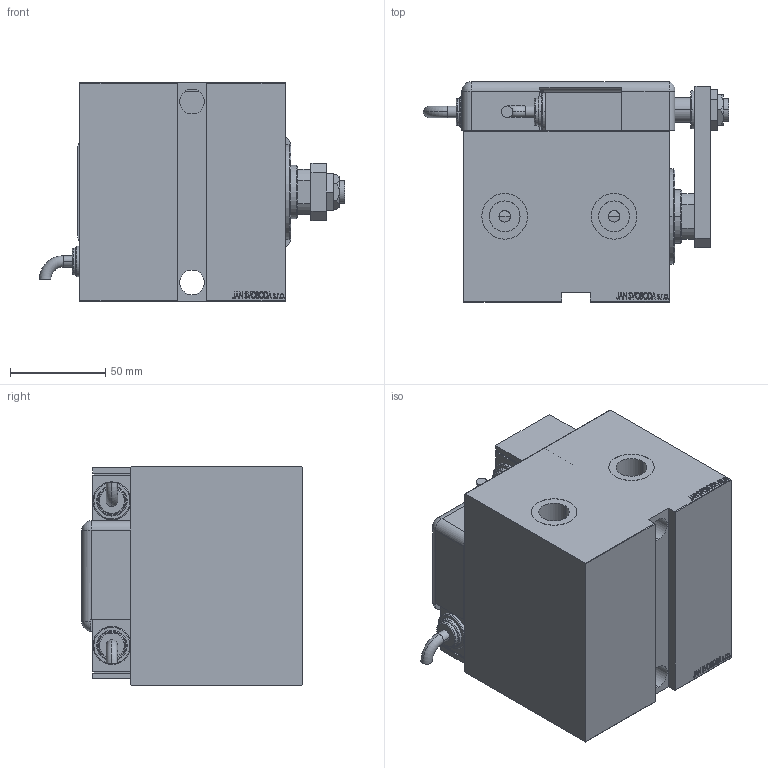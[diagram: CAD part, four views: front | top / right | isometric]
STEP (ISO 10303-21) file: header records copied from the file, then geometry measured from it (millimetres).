
FILE_DESCRIPTION (( 'STEP AP203' ), '1' );
FILE_NAME ('fc21.STEP', '2022-04-17T13:37:25', ( '' ), ( '' ), 'SwSTEP 2.0', 'SolidWorks 2019', '' );
FILE_SCHEMA (( 'CONFIG_CONTROL_DESIGN' ));
Length unit declared in the file: millimetre
Products named in the file (13): KRYT 5a9df6da9e0d02b510324fd46c060617; ZARAZKA_Q 5a9df6da9e0d02b510324fd46c060617; V450CM_E_VCP 5a9df6da9e0d02b510324fd46c060617; V450CM_VC_B 5a9df6da9e0d02b510324fd46c060617; NUT_D19 5a9df6da9e0d02b510324fd46c060617; TYC 5a9df6da9e0d02b510324fd46c060617; V450CM_E_Body 5a9df6da9e0d02b510324fd46c060617; NUT_D13 5a9df6da9e0d02b510324fd46c060617; MAGNETIC SWITCH Q 5a9df6da9e0d02b510324fd46c060617; SWITCH DIM A_G 5a9df6da9e0d02b510324fd46c060617; SWITCH_Q_FRONT_BACK 5a9df6da9e0d02b510324fd46c060617; fc21; SWITCH Q 5a9df6da9e0d02b510324fd46c060617
Assembly tree (13 placements, depth 3):
  fc21
    V450CM_E_Body 5a9df6da9e0d02b510324fd46c060617
    V450CM_E_VCP 5a9df6da9e0d02b510324fd46c060617
    V450CM_VC_B 5a9df6da9e0d02b510324fd46c060617
    MAGNETIC SWITCH Q 5a9df6da9e0d02b510324fd46c060617
      SWITCH_Q_FRONT_BACK 5a9df6da9e0d02b510324fd46c060617
      TYC 5a9df6da9e0d02b510324fd46c060617
      ZARAZKA_Q 5a9df6da9e0d02b510324fd46c060617
      SWITCH DIM A_G 5a9df6da9e0d02b510324fd46c060617
      NUT_D19 5a9df6da9e0d02b510324fd46c060617
      NUT_D13 5a9df6da9e0d02b510324fd46c060617
      KRYT 5a9df6da9e0d02b510324fd46c060617
      SWITCH Q 5a9df6da9e0d02b510324fd46c060617  x2
Bounding box: 160.46 x 115.8 x 115 mm (x, y, z)
Volume: 1116057.4 mm3; surface area: 184852.6 mm2
Topology: 13 solids, 13 shells, 1234 faces, 3145 edges, 2076 vertices
Faces by surface type: plane 616, bspline 471, cylinder 101, cone 22, torus 22, sphere 2
Entity records: 58854 total; most frequent: CARTESIAN_POINT 31519, ORIENTED_EDGE 6094, DIRECTION 3801, EDGE_CURVE 3047, VERTEX_POINT 2016, LINE 1833, VECTOR 1833, EDGE_LOOP 1357
